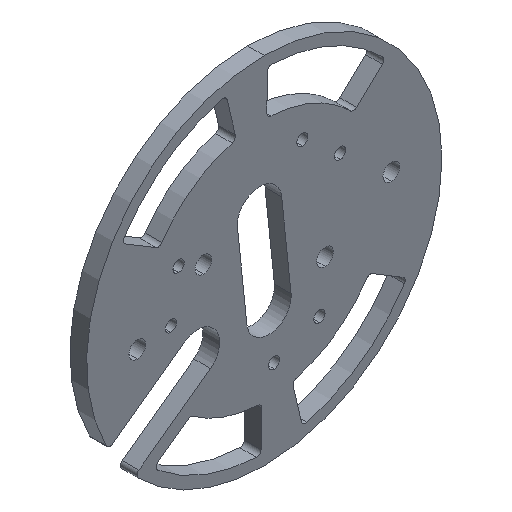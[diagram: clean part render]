
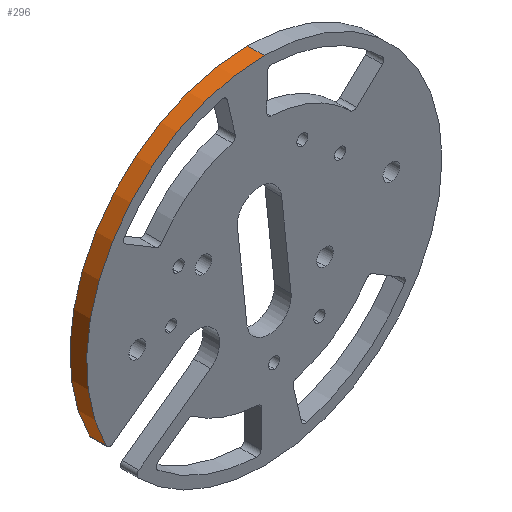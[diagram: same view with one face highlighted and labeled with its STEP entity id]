
A CAD part, isometric view. The second image highlights one B-rep face of the part: STEP entity #296.
In plain terms, the highlighted cylindrical face has radius 101.6 mm (diameter 203.2 mm), a partial arc.
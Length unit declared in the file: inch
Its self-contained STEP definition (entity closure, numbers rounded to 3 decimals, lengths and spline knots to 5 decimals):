
#61 = DIRECTION ( 'NONE',  ( 0., -1., 0. ) ) ;
#64 = ORIENTED_EDGE ( 'NONE', *, *, #712, .F. ) ;
#109 = VERTEX_POINT ( 'NONE', #328 ) ;
#155 = ORIENTED_EDGE ( 'NONE', *, *, #1318, .F. ) ;
#262 = DIRECTION ( 'NONE',  ( 0., 0., 1. ) ) ;
#264 = EDGE_CURVE ( 'NONE', #2511, #373, #1724, .T. ) ;
#276 = DIRECTION ( 'NONE',  ( 0., 1., 0. ) ) ;
#283 = CIRCLE ( 'NONE', #1076, 4. ) ;
#296 = ADVANCED_FACE ( 'NONE', ( #741 ), #1179, .T. ) ;
#322 = ORIENTED_EDGE ( 'NONE', *, *, #1848, .T. ) ;
#328 = CARTESIAN_POINT ( 'NONE',  ( 0., 0.375, 4. ) ) ;
#373 = VERTEX_POINT ( 'NONE', #520 ) ;
#393 = DIRECTION ( 'NONE',  ( 0., -1., 0. ) ) ;
#520 = CARTESIAN_POINT ( 'NONE',  ( -3.55791, 0., -1.82792 ) ) ;
#712 = EDGE_CURVE ( 'NONE', #109, #2084, #898, .T. ) ;
#741 = FACE_OUTER_BOUND ( 'NONE', #1209, .T. ) ;
#812 = CARTESIAN_POINT ( 'NONE',  ( -3.55791, 0.375, -1.82792 ) ) ;
#826 = CARTESIAN_POINT ( 'NONE',  ( 0., 0., 4. ) ) ;
#898 = LINE ( 'NONE', #1599, #1085 ) ;
#1058 = CARTESIAN_POINT ( 'NONE',  ( 0., 0., 0. ) ) ;
#1076 = AXIS2_PLACEMENT_3D ( 'NONE', #1058, #276, #1469 ) ;
#1085 = VECTOR ( 'NONE', #393, 39.37008 ) ;
#1179 = CYLINDRICAL_SURFACE ( 'NONE', #2295, 4. ) ;
#1209 = EDGE_LOOP ( 'NONE', ( #64, #155, #1347, #322 ) ) ;
#1278 = CARTESIAN_POINT ( 'NONE',  ( 0., 0.375, 0. ) ) ;
#1318 = EDGE_CURVE ( 'NONE', #2511, #109, #1497, .T. ) ;
#1347 = ORIENTED_EDGE ( 'NONE', *, *, #264, .T. ) ;
#1377 = AXIS2_PLACEMENT_3D ( 'NONE', #1650, #2039, #262 ) ;
#1462 = DIRECTION ( 'NONE',  ( 0., 0., -1. ) ) ;
#1469 = DIRECTION ( 'NONE',  ( 0., 0., 1. ) ) ;
#1497 = CIRCLE ( 'NONE', #1377, 4. ) ;
#1599 = CARTESIAN_POINT ( 'NONE',  ( 0., 0.375, 4. ) ) ;
#1648 = DIRECTION ( 'NONE',  ( 0., -1., 0. ) ) ;
#1650 = CARTESIAN_POINT ( 'NONE',  ( 0., 0.375, 0. ) ) ;
#1724 = LINE ( 'NONE', #2018, #1812 ) ;
#1812 = VECTOR ( 'NONE', #1648, 39.37008 ) ;
#1848 = EDGE_CURVE ( 'NONE', #373, #2084, #283, .T. ) ;
#2018 = CARTESIAN_POINT ( 'NONE',  ( -3.55791, 0.375, -1.82792 ) ) ;
#2039 = DIRECTION ( 'NONE',  ( 0., 1., 0. ) ) ;
#2084 = VERTEX_POINT ( 'NONE', #826 ) ;
#2295 = AXIS2_PLACEMENT_3D ( 'NONE', #1278, #61, #1462 ) ;
#2511 = VERTEX_POINT ( 'NONE', #812 ) ;
